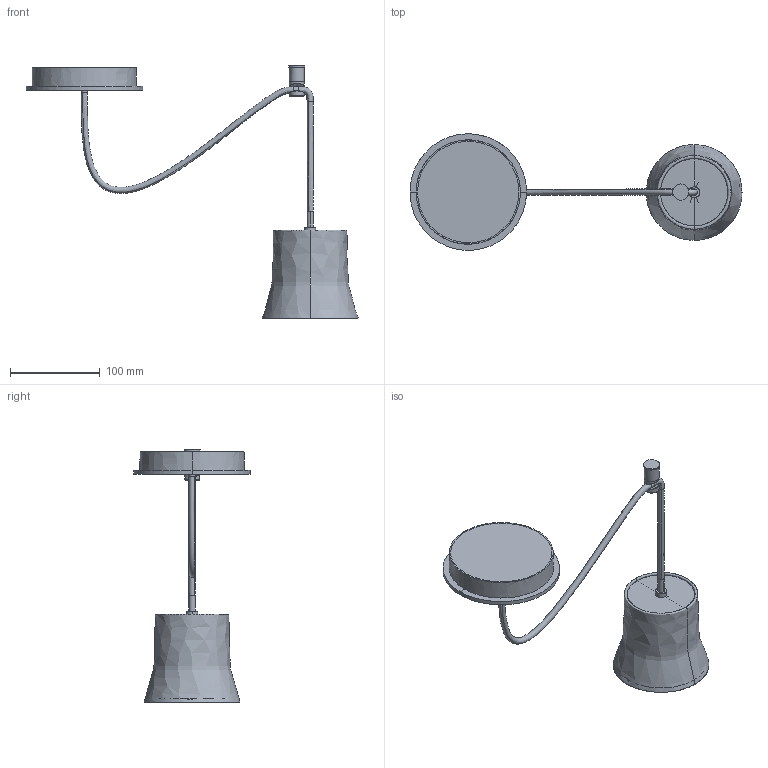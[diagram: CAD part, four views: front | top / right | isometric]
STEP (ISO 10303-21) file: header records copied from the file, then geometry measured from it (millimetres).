
FILE_DESCRIPTION(/* description */ (''),/* implementation_level */ '2;1');
FILE_NAME(/* name */ '3D 023100_GIO.light Decentrata S',/* time_stamp */ '2018-07-25T16:20:23+02:00',/* author */ (''),/* organization */ (''),/* preprocessor_version */ 'ST-DEVELOPER v10',/* originating_system */ '',/* authorisation */ '');
FILE_SCHEMA (('AUTOMOTIVE_DESIGN'));
Length unit declared in the file: millimetre
Products named in the file (1): 1
Bounding box: 370.28 x 129.83 x 281.43 mm (x, y, z)
Volume: 596860.3 mm3; surface area: 132618.3 mm2
Topology: 6 solids, 9 shells, 86 faces, 229 edges, 153 vertices
Faces by surface type: bspline 70, plane 16
Entity records: 8792 total; most frequent: CARTESIAN_POINT 7479, ORIENTED_EDGE 433, EDGE_CURVE 223, VERTEX_POINT 153, EDGE_LOOP 89, ADVANCED_FACE 86, FACE_OUTER_BOUND 86, B_SPLINE_CURVE_WITH_KNOTS 61
